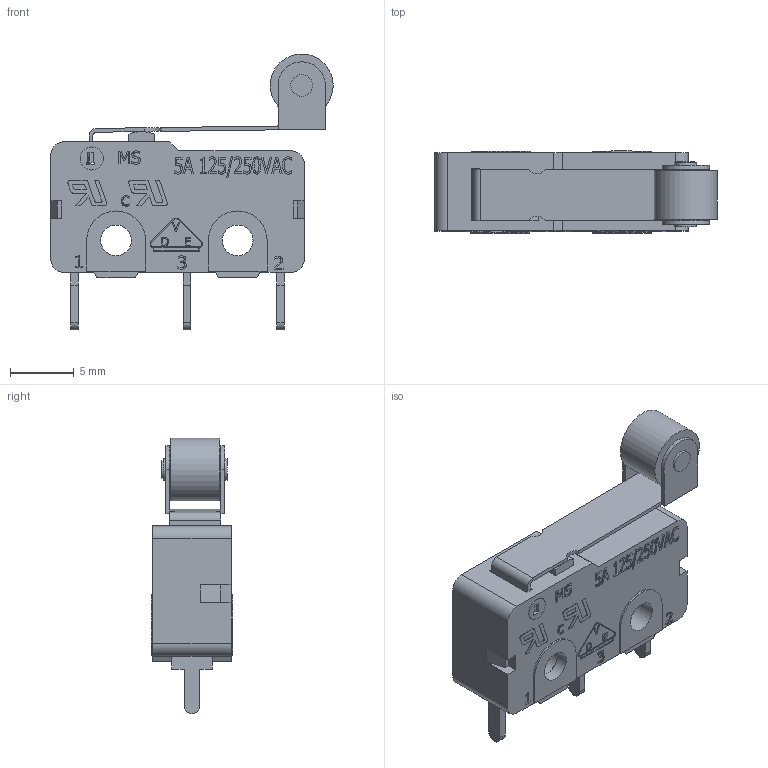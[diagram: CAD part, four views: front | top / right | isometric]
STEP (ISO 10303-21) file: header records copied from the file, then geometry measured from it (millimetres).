
FILE_DESCRIPTION((' '),'2;1');
FILE_NAME('MS085xx05FxxxP1A.stp','2017-08-01T11:01:08',(' '),(' '),' ','ACIS',' ');
FILE_SCHEMA(('CONFIG_CONTROL_DESIGN'));
Length unit declared in the file: inch
Products named in the file (1): MS085xx05FxxxP1A.stp
Bounding box: 22.06 x 6.4 x 21.57 mm (x, y, z)
Volume: 877.4 mm3; surface area: 1785.4 mm2
Topology: 1 solids, 4 shells, 792 faces, 2164 edges, 1438 vertices
Faces by surface type: plane 504, bspline 237, cylinder 51
Full cylindrical faces by diameter (mm): 1.4 x3, 1.7 x2, 1.8 x1, 2.4 x2, 2.5 x1, 4.92 x1
Entity records: 26157 total; most frequent: CARTESIAN_POINT 7536, ORIENTED_EDGE 4304, DIRECTION 2894, EDGE_CURVE 2152, VECTOR 1574, LINE 1574, VERTEX_POINT 1436, EDGE_LOOP 873
